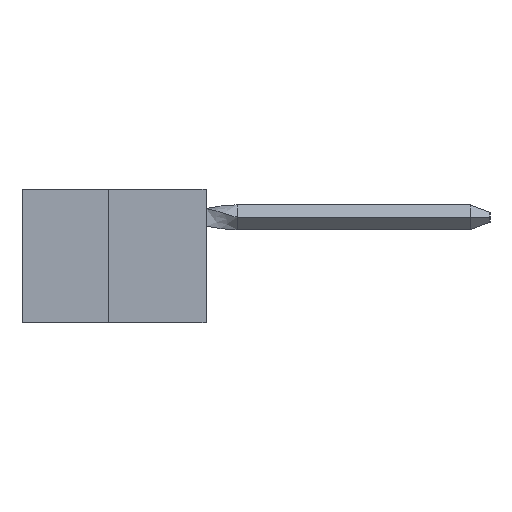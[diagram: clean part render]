
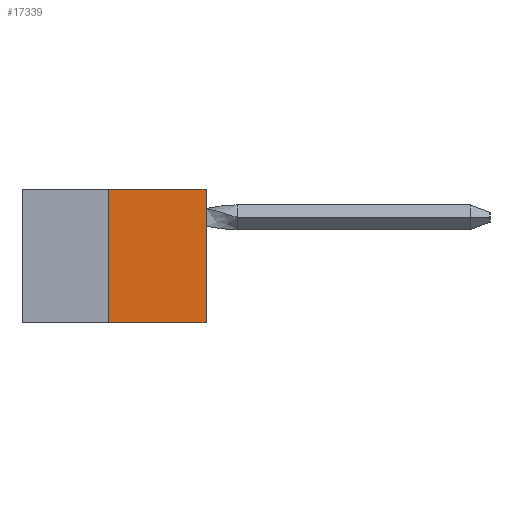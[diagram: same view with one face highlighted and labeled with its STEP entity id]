
A CAD part, left-side view. The second image highlights one B-rep face of the part: STEP entity #17339.
In plain terms, the highlighted planar face has unit normal (-1, 0, 0).
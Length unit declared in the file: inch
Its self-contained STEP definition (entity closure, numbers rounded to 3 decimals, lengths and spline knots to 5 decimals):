
#1535 = VECTOR ( 'NONE', #24625, 39.37008 ) ;
#1746 = VECTOR ( 'NONE', #21320, 39.37008 ) ;
#1925 = AXIS2_PLACEMENT_3D ( 'NONE', #19901, #22575, #4708 ) ;
#3318 = LINE ( 'NONE', #20978, #1746 ) ;
#4708 = DIRECTION ( 'NONE',  ( 0., 0., -1. ) ) ;
#5453 = FACE_OUTER_BOUND ( 'NONE', #15515, .T. ) ;
#5668 = CARTESIAN_POINT ( 'NONE',  ( 0., 0., 0. ) ) ;
#5958 = CARTESIAN_POINT ( 'NONE',  ( 0., 0., -0.343 ) ) ;
#7639 = EDGE_CURVE ( 'NONE', #28388, #16411, #9969, .T. ) ;
#7675 = ORIENTED_EDGE ( 'NONE', *, *, #16814, .T. ) ;
#7999 = VERTEX_POINT ( 'NONE', #16785 ) ;
#9969 = LINE ( 'NONE', #14714, #17503 ) ;
#12619 = LINE ( 'NONE', #19742, #1535 ) ;
#13888 = EDGE_CURVE ( 'NONE', #21940, #7999, #30737, .T. ) ;
#14714 = CARTESIAN_POINT ( 'NONE',  ( 0., 0., 0. ) ) ;
#14744 = CARTESIAN_POINT ( 'NONE',  ( 0., 0.25, 0. ) ) ;
#15515 = EDGE_LOOP ( 'NONE', ( #26208, #18399, #7675, #20811 ) ) ;
#16411 = VERTEX_POINT ( 'NONE', #5668 ) ;
#16785 = CARTESIAN_POINT ( 'NONE',  ( 0., 0.25, 0. ) ) ;
#16814 = EDGE_CURVE ( 'NONE', #21940, #28388, #12619, .T. ) ;
#17339 = ADVANCED_FACE ( 'NONE', ( #5453 ), #19689, .F. ) ;
#17503 = VECTOR ( 'NONE', #22673, 39.37008 ) ;
#18399 = ORIENTED_EDGE ( 'NONE', *, *, #13888, .F. ) ;
#19689 = PLANE ( 'NONE',  #1925 ) ;
#19742 = CARTESIAN_POINT ( 'NONE',  ( 0., 0.473, -0.343 ) ) ;
#19901 = CARTESIAN_POINT ( 'NONE',  ( 0., 0.473, 0. ) ) ;
#20811 = ORIENTED_EDGE ( 'NONE', *, *, #7639, .T. ) ;
#20978 = CARTESIAN_POINT ( 'NONE',  ( 0., 0.473, 0. ) ) ;
#21320 = DIRECTION ( 'NONE',  ( 0., -1., 0. ) ) ;
#21728 = EDGE_CURVE ( 'NONE', #7999, #16411, #3318, .T. ) ;
#21940 = VERTEX_POINT ( 'NONE', #29187 ) ;
#22575 = DIRECTION ( 'NONE',  ( 1., 0., 0. ) ) ;
#22673 = DIRECTION ( 'NONE',  ( 0., 0., 1. ) ) ;
#24625 = DIRECTION ( 'NONE',  ( 0., -1., 0. ) ) ;
#26208 = ORIENTED_EDGE ( 'NONE', *, *, #21728, .F. ) ;
#28388 = VERTEX_POINT ( 'NONE', #5958 ) ;
#28791 = VECTOR ( 'NONE', #29784, 39.37008 ) ;
#29187 = CARTESIAN_POINT ( 'NONE',  ( 0., 0.25, -0.343 ) ) ;
#29784 = DIRECTION ( 'NONE',  ( 0., 0., 1. ) ) ;
#30737 = LINE ( 'NONE', #14744, #28791 ) ;
